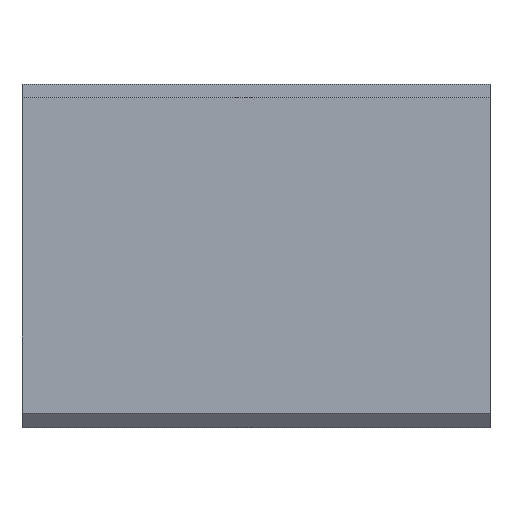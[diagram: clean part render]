
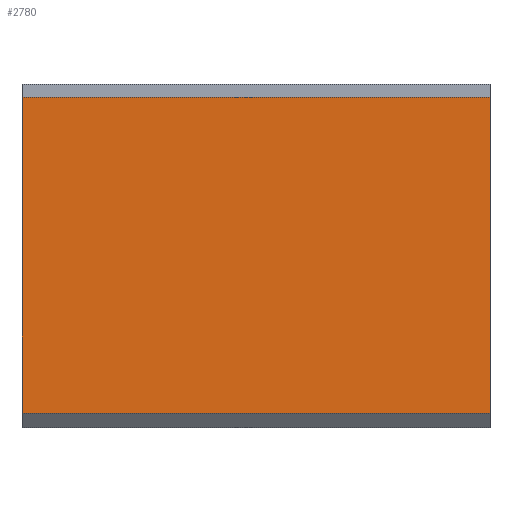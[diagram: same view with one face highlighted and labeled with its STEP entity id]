
A CAD part, top view. The second image highlights one B-rep face of the part: STEP entity #2780.
In plain terms, the highlighted face is planar.
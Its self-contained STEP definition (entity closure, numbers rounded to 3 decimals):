
#370=CARTESIAN_POINT('',(89.664,71.8,-15.));
#380=VERTEX_POINT('',#370);
#410=CARTESIAN_POINT('',(0.,71.8,-15.));
#420=DIRECTION('',(1.,0.,0.));
#430=VECTOR('',#420,1.);
#440=LINE('',#410,#430);
#450=CARTESIAN_POINT('',(79.536,71.8,-15.));
#460=VERTEX_POINT('',#450);
#470=EDGE_CURVE('',#460,#380,#440,.T.);
#780=CARTESIAN_POINT('',(79.536,71.8,0.));
#790=VERTEX_POINT('',#780);
#820=CARTESIAN_POINT('',(0.,71.8,0.));
#830=DIRECTION('',(1.,0.,0.));
#840=VECTOR('',#830,1.);
#850=LINE('',#820,#840);
#860=CARTESIAN_POINT('',(89.664,71.8,0.));
#870=VERTEX_POINT('',#860);
#880=EDGE_CURVE('',#790,#870,#850,.T.);
#2450=CARTESIAN_POINT('',(89.664,71.8,-16.5));
#2460=DIRECTION('',(0.,0.,-1.));
#2470=VECTOR('',#2460,1.);
#2480=LINE('',#2450,#2470);
#2490=EDGE_CURVE('',#870,#380,#2480,.T.);
#2620=CARTESIAN_POINT('',(79.536,71.8,-15.));
#2630=DIRECTION('',(0.,1.,-0.));
#2640=DIRECTION('',(-1.,0.,0.));
#2650=AXIS2_PLACEMENT_3D('',#2620,#2630,#2640);
#2660=PLANE('',#2650);
#2670=ORIENTED_EDGE('',*,*,#2490,.T.);
#2680=ORIENTED_EDGE('',*,*,#880,.T.);
#2690=CARTESIAN_POINT('',(79.536,71.8,-15.));
#2700=DIRECTION('',(0.,0.,1.));
#2710=VECTOR('',#2700,1.);
#2720=LINE('',#2690,#2710);
#2730=EDGE_CURVE('',#460,#790,#2720,.T.);
#2740=ORIENTED_EDGE('',*,*,#2730,.T.);
#2750=ORIENTED_EDGE('',*,*,#470,.F.);
#2760=EDGE_LOOP('',(#2750,#2740,#2680,#2670));
#2770=FACE_OUTER_BOUND('',#2760,.T.);
#2780=ADVANCED_FACE('',(#2770),#2660,.T.);
